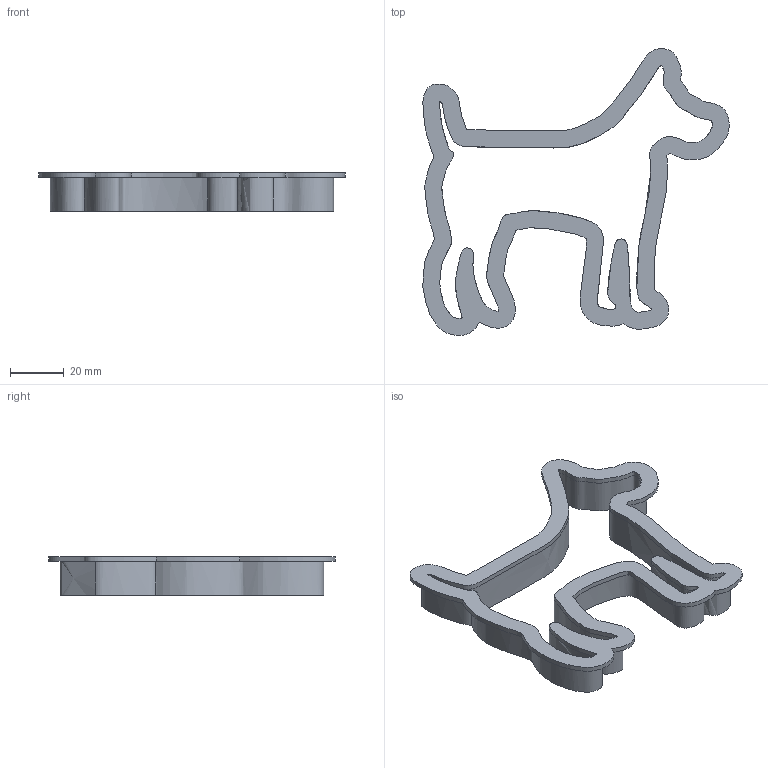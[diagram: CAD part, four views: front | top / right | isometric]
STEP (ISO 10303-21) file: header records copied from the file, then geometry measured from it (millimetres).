
FILE_DESCRIPTION(/* description */ (''),/* implementation_level */ '2;1');
FILE_NAME(/* name */ 'cookie v3.step',/* time_stamp */ '2025-06-04T20:04:08-04:00',/* author */ (''),/* organization */ (''),/* preprocessor_version */ 'ST-DEVELOPER v20.1',/* originating_system */ 'Autodesk Translation Framework v14.10.0.0',/* authorisation */ '');
FILE_SCHEMA (('AUTOMOTIVE_DESIGN { 1 0 10303 214 3 1 1 }'));
Length unit declared in the file: inch
Products named in the file (1): cookie
Bounding box: 114.52 x 107.25 x 14.48 mm (x, y, z)
Volume: 1256.6 mm3; surface area: 25172.2 mm2
Topology: 1 solids, 1 shells, 30 faces, 74 edges, 47 vertices
Faces by surface type: bspline 27, plane 3
Entity records: 8477 total; most frequent: CARTESIAN_POINT 7923, ORIENTED_EDGE 148, EDGE_CURVE 74, B_SPLINE_CURVE_WITH_KNOTS 50, VERTEX_POINT 47, EDGE_LOOP 33, FACE_OUTER_BOUND 30, ADVANCED_FACE 30
